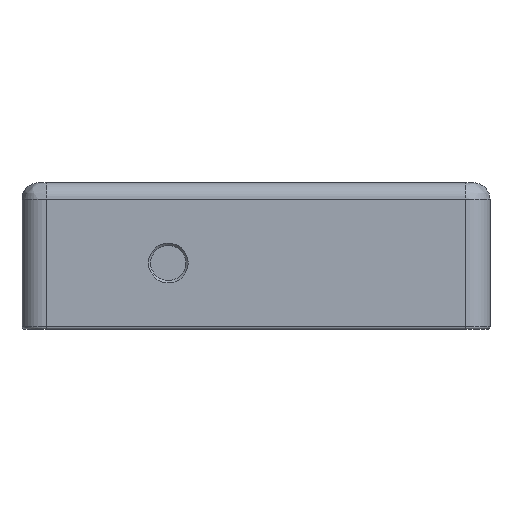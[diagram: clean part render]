
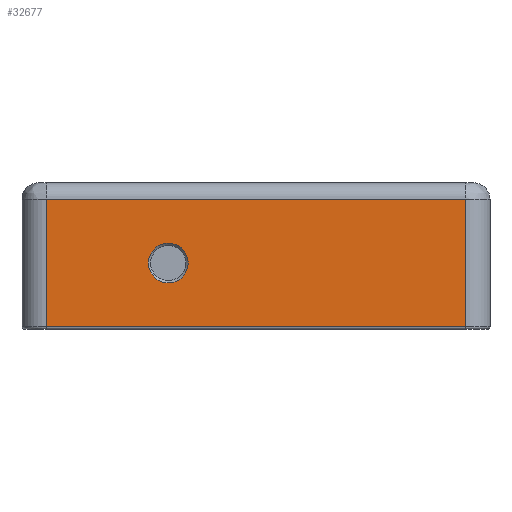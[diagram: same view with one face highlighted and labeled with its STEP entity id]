
A CAD part, left-side view. The second image highlights one B-rep face of the part: STEP entity #32677.
In plain terms, the highlighted planar face has unit normal (-1, 0, 0).
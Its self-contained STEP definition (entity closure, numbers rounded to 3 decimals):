
#357=CIRCLE('',#34007,3.4);
#2687=FACE_BOUND('',#6010,.T.);
#4095=FACE_OUTER_BOUND('',#6009,.T.);
#6009=EDGE_LOOP('',(#28626,#28627,#28628,#28629));
#6010=EDGE_LOOP('',(#28630));
#9062=LINE('',#59478,#12222);
#9063=LINE('',#59480,#12223);
#9064=LINE('',#59482,#12224);
#9065=LINE('',#59483,#12225);
#12222=VECTOR('',#39068,10.);
#12223=VECTOR('',#39069,10.);
#12224=VECTOR('',#39070,10.);
#12225=VECTOR('',#39071,10.);
#15379=VERTEX_POINT('',#58986);
#15516=VERTEX_POINT('',#59476);
#15517=VERTEX_POINT('',#59477);
#15518=VERTEX_POINT('',#59479);
#15519=VERTEX_POINT('',#59481);
#19842=EDGE_CURVE('',#15379,#15379,#357,.T.);
#19982=EDGE_CURVE('',#15516,#15517,#9062,.T.);
#19983=EDGE_CURVE('',#15518,#15516,#9063,.T.);
#19984=EDGE_CURVE('',#15519,#15518,#9064,.T.);
#19985=EDGE_CURVE('',#15517,#15519,#9065,.T.);
#28626=ORIENTED_EDGE('',*,*,#19982,.F.);
#28627=ORIENTED_EDGE('',*,*,#19983,.F.);
#28628=ORIENTED_EDGE('',*,*,#19984,.F.);
#28629=ORIENTED_EDGE('',*,*,#19985,.F.);
#28630=ORIENTED_EDGE('',*,*,#19842,.F.);
#31089=PLANE('',#34020);
#32677=ADVANCED_FACE('',(#4095,#2687),#31089,.T.);
#34007=AXIS2_PLACEMENT_3D('',#58987,#38961,#38962);
#34020=AXIS2_PLACEMENT_3D('',#59475,#39066,#39067);
#38961=DIRECTION('center_axis',(-1.,0.,0.));
#38962=DIRECTION('ref_axis',(0.,1.,0.));
#39066=DIRECTION('center_axis',(-1.,0.,0.));
#39067=DIRECTION('ref_axis',(0.,-1.,0.));
#39068=DIRECTION('',(0.,1.,0.));
#39069=DIRECTION('',(0.,0.,-1.));
#39070=DIRECTION('',(0.,-1.,0.));
#39071=DIRECTION('',(0.,0.,1.));
#58986=CARTESIAN_POINT('',(-85.,11.6,7.1));
#58987=CARTESIAN_POINT('Origin',(-85.,15.,7.1));
#59475=CARTESIAN_POINT('Origin',(-85.,40.,-4.2));
#59476=CARTESIAN_POINT('',(-85.,-35.8,-3.8));
#59477=CARTESIAN_POINT('',(-85.,35.8,-3.8));
#59478=CARTESIAN_POINT('',(-85.,20.,-3.8));
#59479=CARTESIAN_POINT('',(-85.,-35.8,18.));
#59480=CARTESIAN_POINT('',(-85.,-35.8,-4.2));
#59481=CARTESIAN_POINT('',(-85.,35.8,18.));
#59482=CARTESIAN_POINT('',(-85.,20.,18.));
#59483=CARTESIAN_POINT('',(-85.,35.8,-4.2));
